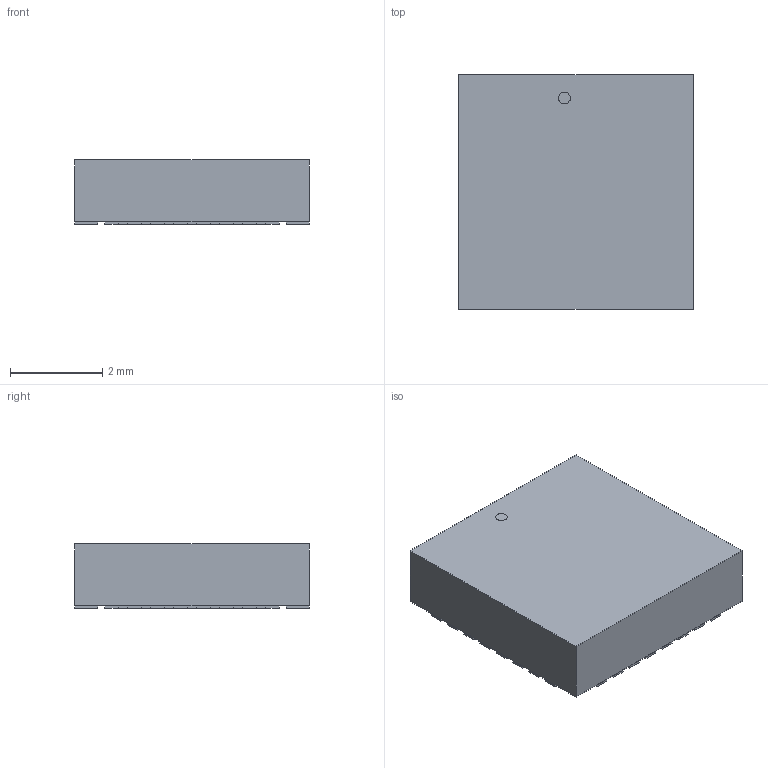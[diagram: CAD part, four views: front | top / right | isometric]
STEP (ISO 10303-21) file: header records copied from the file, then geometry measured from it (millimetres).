
FILE_DESCRIPTION(('STEP AP214'),'1');
FILE_NAME('32M1-A-M','2019-10-07T05:10:29',(''),(''),'','','');
FILE_SCHEMA(('AUTOMOTIVE_DESIGN'));
Length unit declared in the file: millimetre
Products named in the file (1): product
Bounding box: 5.1 x 5.1 x 1.4 mm (x, y, z)
Volume: 0 mm3; surface area: 113.6 mm2
Topology: 1 solids, 205 shells, 207 faces, 819 edges, 818 vertices
Faces by surface type: plane 206, cylinder 1
Full cylindrical faces by diameter (mm): 0.255 x1
Entity records: 9292 total; most frequent: CARTESIAN_POINT 1845, VERTEX_POINT 1634, DIRECTION 1238, ORIENTED_EDGE 820, EDGE_CURVE 818, LINE 816, VECTOR 816, AXIS2_PLACEMENT_3D 211
